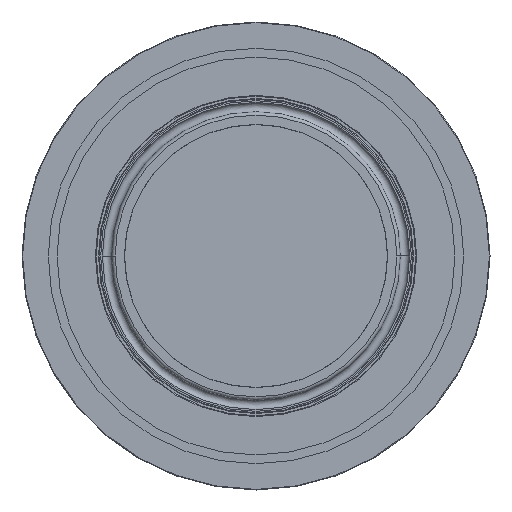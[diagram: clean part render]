
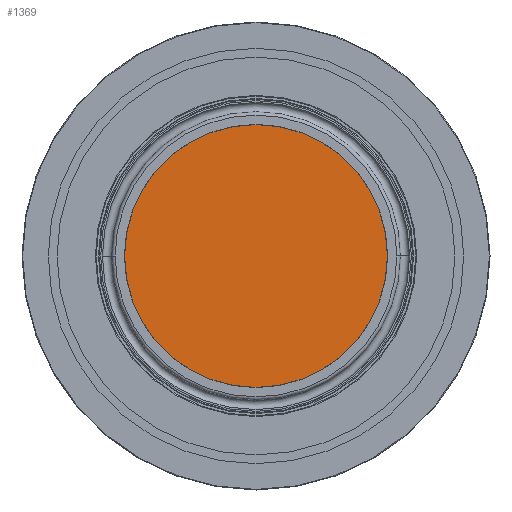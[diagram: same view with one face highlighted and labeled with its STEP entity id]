
A CAD part, front view. The second image highlights one B-rep face of the part: STEP entity #1369.
In plain terms, the highlighted planar face has unit normal (0, -1, 0).
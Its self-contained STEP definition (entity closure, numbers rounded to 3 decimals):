
#244 = FACE_OUTER_BOUND ( 'NONE', #1548, .T. ) ;
#335 = CIRCLE ( 'NONE', #522, 67.4 ) ;
#354 = CIRCLE ( 'NONE', #532, 67.4 ) ;
#477 = AXIS2_PLACEMENT_3D ( 'NONE', #646, #647, #648 ) ;
#522 = AXIS2_PLACEMENT_3D ( 'NONE', #815, #816, #817 ) ;
#532 = AXIS2_PLACEMENT_3D ( 'NONE', #935, #936, #937 ) ;
#639 = PLANE ( 'NONE',  #477 ) ;
#646 = CARTESIAN_POINT ( 'NONE',  ( 0., 0., 0. ) ) ;
#647 = DIRECTION ( 'NONE',  ( 0., 1., 0. ) ) ;
#648 = DIRECTION ( 'NONE',  ( 0., 0., 1. ) ) ;
#815 = CARTESIAN_POINT ( 'NONE',  ( 0., 0., 0. ) ) ;
#816 = DIRECTION ( 'NONE',  ( 0., -1., 0. ) ) ;
#817 = DIRECTION ( 'NONE',  ( 0., 0., -1. ) ) ;
#884 = CARTESIAN_POINT ( 'NONE',  ( 0., 0., -67.4 ) ) ;
#891 = CARTESIAN_POINT ( 'NONE',  ( 0., 0., 67.4 ) ) ;
#935 = CARTESIAN_POINT ( 'NONE',  ( 0., 0., 0. ) ) ;
#936 = DIRECTION ( 'NONE',  ( 0., -1., 0. ) ) ;
#937 = DIRECTION ( 'NONE',  ( 0., 0., -1. ) ) ;
#1369 = ADVANCED_FACE ( 'NONE', ( #244 ), #639, .F. ) ;
#1431 = EDGE_CURVE ( 'NONE', #1556, #1568, #335, .T. ) ;
#1548 = EDGE_LOOP ( 'NONE', ( #1821, #1822 ) ) ;
#1556 = VERTEX_POINT ( 'NONE', #884 ) ;
#1568 = VERTEX_POINT ( 'NONE', #891 ) ;
#1821 = ORIENTED_EDGE ( 'NONE', *, *, #1431, .T. ) ;
#1822 = ORIENTED_EDGE ( 'NONE', *, *, #1909, .T. ) ;
#1909 = EDGE_CURVE ( 'NONE', #1568, #1556, #354, .T. ) ;
